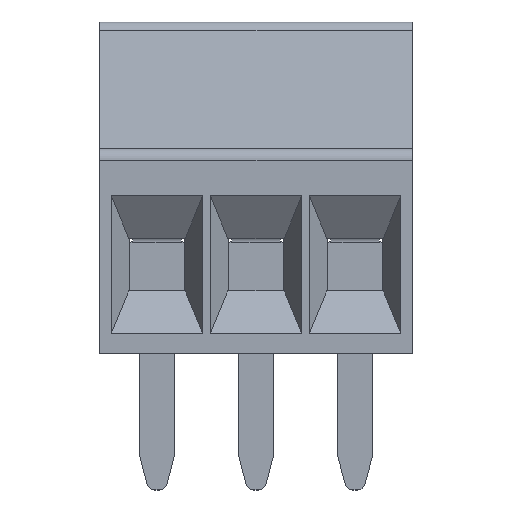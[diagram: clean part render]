
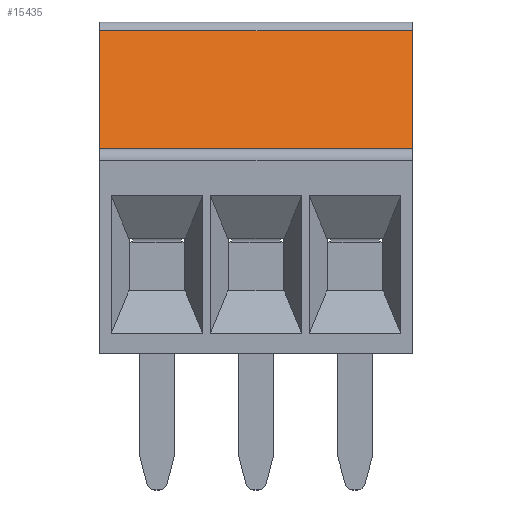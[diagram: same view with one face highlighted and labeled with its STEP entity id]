
A CAD part, top view. The second image highlights one B-rep face of the part: STEP entity #15435.
In plain terms, the highlighted planar face has unit normal (0, 0.257, 0.966).
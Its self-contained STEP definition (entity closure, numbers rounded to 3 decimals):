
#2432=ORIENTED_EDGE('',*,*,#6456,.T.);
#2433=ORIENTED_EDGE('',*,*,#7172,.F.);
#2434=ORIENTED_EDGE('',*,*,#7173,.F.);
#2435=ORIENTED_EDGE('',*,*,#7170,.T.);
#6456=EDGE_CURVE('',#8870,#8869,#10483,.T.);
#7170=EDGE_CURVE('',#9512,#8870,#10801,.T.);
#7172=EDGE_CURVE('',#9513,#8869,#10802,.T.);
#7173=EDGE_CURVE('',#9512,#9513,#10803,.T.);
#8869=VERTEX_POINT('',#23415);
#8870=VERTEX_POINT('',#23417);
#9512=VERTEX_POINT('',#24818);
#9513=VERTEX_POINT('',#24822);
#10483=LINE('',#23416,#11890);
#10801=LINE('',#24817,#12208);
#10802=LINE('',#24821,#12209);
#10803=LINE('',#24823,#12210);
#11890=VECTOR('',#18212,1000.);
#12208=VECTOR('',#19412,1000.);
#12209=VECTOR('',#19417,1000.);
#12210=VECTOR('',#19418,1000.);
#13287=EDGE_LOOP('',(#2432,#2433,#2434,#2435));
#14199=FACE_BOUND('',#13287,.T.);
#15081=PLANE('',#16708);
#15435=ADVANCED_FACE('',(#14199),#15081,.F.);
#16708=AXIS2_PLACEMENT_3D('',#24820,#19415,#19416);
#18212=DIRECTION('',(0.,-0.966,0.257));
#19412=DIRECTION('',(-1.,0.,0.));
#19415=DIRECTION('',(0.,-0.257,-0.966));
#19416=DIRECTION('',(0.,0.966,-0.257));
#19417=DIRECTION('',(-1.,0.,0.));
#19418=DIRECTION('',(0.,-0.966,0.257));
#23415=CARTESIAN_POINT('',(0.,5.25,2.6));
#23416=CARTESIAN_POINT('',(0.,8.277,1.795));
#23417=CARTESIAN_POINT('',(0.,8.277,1.795));
#24817=CARTESIAN_POINT('',(8.02,8.277,1.795));
#24818=CARTESIAN_POINT('',(8.02,8.277,1.795));
#24820=CARTESIAN_POINT('',(8.02,8.277,1.795));
#24821=CARTESIAN_POINT('',(8.02,5.25,2.6));
#24822=CARTESIAN_POINT('',(8.02,5.25,2.6));
#24823=CARTESIAN_POINT('',(8.02,8.277,1.795));
